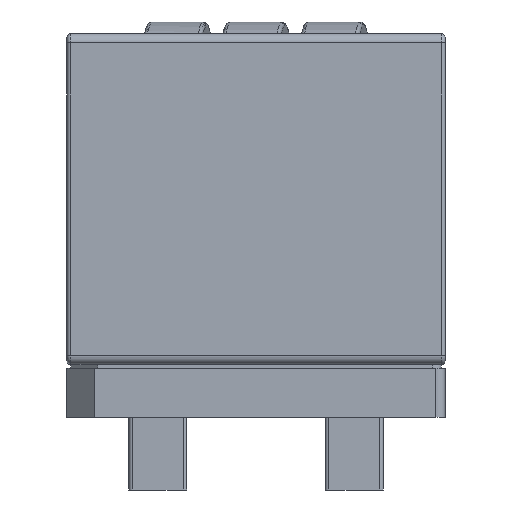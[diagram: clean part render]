
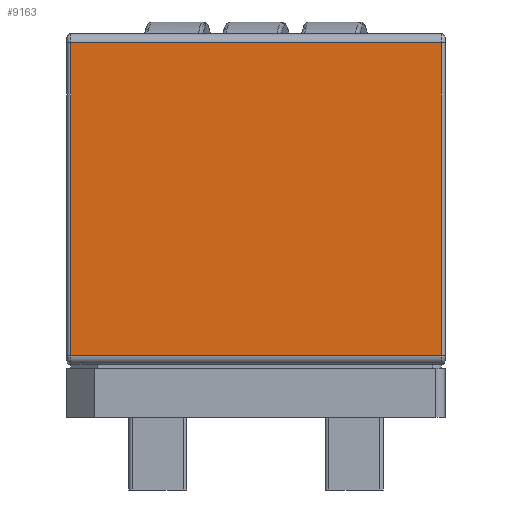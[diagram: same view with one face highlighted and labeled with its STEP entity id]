
A CAD part, left-side view. The second image highlights one B-rep face of the part: STEP entity #9163.
In plain terms, the highlighted planar face has unit normal (-1, 0, 0).
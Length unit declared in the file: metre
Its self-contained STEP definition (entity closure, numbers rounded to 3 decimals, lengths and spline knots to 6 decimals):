
#851=PLANE('',#9521);
#1098=LINE('',#12174,#1718);
#1397=LINE('',#14509,#2017);
#1398=LINE('',#14511,#2018);
#1399=LINE('',#14513,#2019);
#1718=VECTOR('',#10061,1.);
#2017=VECTOR('',#10692,1.);
#2018=VECTOR('',#10693,1.);
#2019=VECTOR('',#10694,1.);
#3419=ORIENTED_EDGE('',*,*,#4594,.F.);
#3420=ORIENTED_EDGE('',*,*,#4595,.T.);
#3421=ORIENTED_EDGE('',*,*,#4596,.T.);
#3422=ORIENTED_EDGE('',*,*,#4228,.T.);
#4228=EDGE_CURVE('',#5082,#5083,#1098,.T.);
#4594=EDGE_CURVE('',#5280,#5083,#1397,.T.);
#4595=EDGE_CURVE('',#5280,#5281,#1398,.T.);
#4596=EDGE_CURVE('',#5281,#5082,#1399,.T.);
#5082=VERTEX_POINT('',#12167);
#5083=VERTEX_POINT('',#12171);
#5280=VERTEX_POINT('',#14510);
#5281=VERTEX_POINT('',#14512);
#5830=EDGE_LOOP('',(#3419,#3420,#3421,#3422));
#6248=FACE_BOUND('',#5830,.T.);
#9163=ADVANCED_FACE('',(#6248),#851,.T.);
#9521=AXIS2_PLACEMENT_3D('',#14508,#10690,#10691);
#10061=DIRECTION('',(0.,0.,1.));
#10690=DIRECTION('',(-1.,0.,0.));
#10691=DIRECTION('',(0.,0.,1.));
#10692=DIRECTION('',(0.,-1.,0.));
#10693=DIRECTION('',(0.,0.,-1.));
#10694=DIRECTION('',(0.,-1.,0.));
#12167=CARTESIAN_POINT('',(-0.0125,-0.0102,0.00205));
#12171=CARTESIAN_POINT('',(-0.0125,-0.0102,0.01925));
#12174=CARTESIAN_POINT('',(-0.0125,-0.0102,0.01925));
#14508=CARTESIAN_POINT('',(-0.0125,0.0104,0.01975));
#14509=CARTESIAN_POINT('',(-0.0125,0.0104,0.01925));
#14510=CARTESIAN_POINT('',(-0.0125,0.0102,0.01925));
#14511=CARTESIAN_POINT('',(-0.0125,0.0102,0.00205));
#14512=CARTESIAN_POINT('',(-0.0125,0.0102,0.00205));
#14513=CARTESIAN_POINT('',(-0.0125,0.0104,0.00205));
